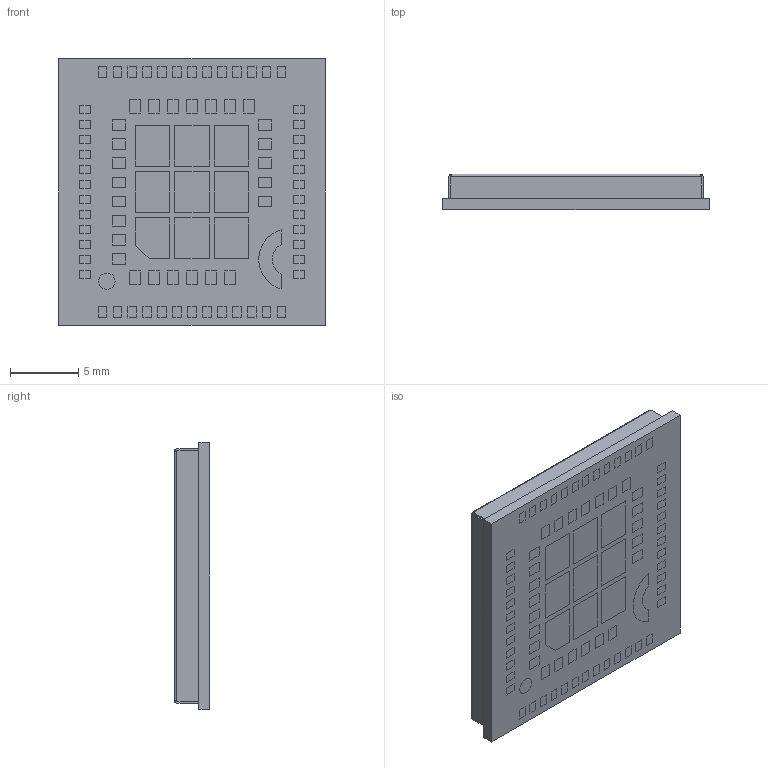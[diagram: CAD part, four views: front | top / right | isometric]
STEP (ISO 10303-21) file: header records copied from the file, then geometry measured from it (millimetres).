
FILE_DESCRIPTION (( 'STEP AP214' ), '1' );
FILE_NAME ('A7682E.STEP', '2022-03-07T07:40:36', ( '' ), ( '' ), 'SwSTEP 2.0', 'SolidWorks 2017', '' );
FILE_SCHEMA (( 'AUTOMOTIVE_DESIGN' ));
Length unit declared in the file: millimetre
Products named in the file (1): A7682E
Bounding box: 19.6 x 2.6 x 19.6 mm (x, y, z)
Volume: 354.3 mm3; surface area: 2085.1 mm2
Topology: 92 solids, 92 shells, 1036 faces, 2254 edges, 1492 vertices
Faces by surface type: plane 1008, cylinder 28
Entity records: 28511 total; most frequent: CARTESIAN_POINT 4783, ORIENTED_EDGE 4508, DIRECTION 4384, EDGE_CURVE 2254, VECTOR 2198, LINE 2198, VERTEX_POINT 1492, EDGE_LOOP 1126
